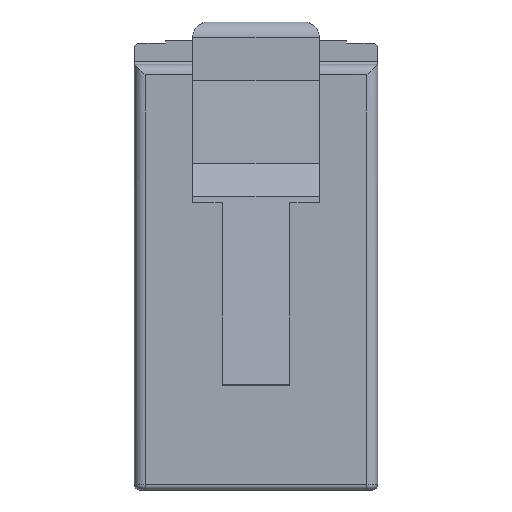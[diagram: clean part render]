
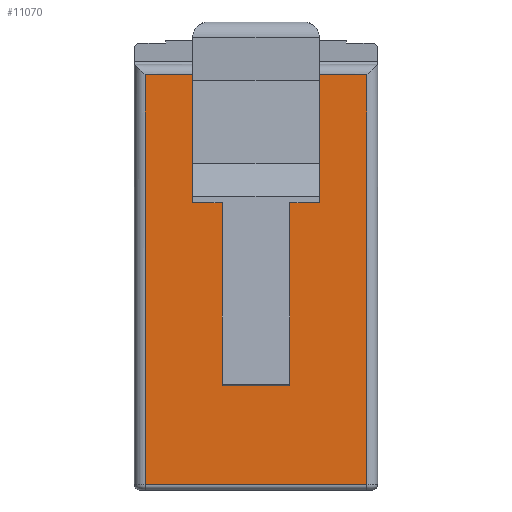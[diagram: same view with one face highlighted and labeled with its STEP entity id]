
A CAD part, front view. The second image highlights one B-rep face of the part: STEP entity #11070.
In plain terms, the highlighted planar face has unit normal (0, -1, 0).
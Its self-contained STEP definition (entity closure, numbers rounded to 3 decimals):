
#57 = CARTESIAN_POINT ( 'NONE',  ( -5.33, -4., 9.204 ) ) ;
#67 = LINE ( 'NONE', #2912, #13168 ) ;
#180 = EDGE_CURVE ( 'NONE', #12678, #10371, #67, .T. ) ;
#256 = ORIENTED_EDGE ( 'NONE', *, *, #7451, .T. ) ;
#263 = EDGE_CURVE ( 'NONE', #8351, #11339, #6546, .T. ) ;
#742 = PLANE ( 'NONE',  #9914 ) ;
#1158 = VERTEX_POINT ( 'NONE', #3050 ) ;
#1382 = CARTESIAN_POINT ( 'NONE',  ( 3.048, -4., 7.95 ) ) ;
#1400 = DIRECTION ( 'NONE',  ( 0., 0., 1. ) ) ;
#1618 = CARTESIAN_POINT ( 'NONE',  ( 3.048, -4., 9.204 ) ) ;
#1634 = LINE ( 'NONE', #13723, #11967 ) ;
#1866 = DIRECTION ( 'NONE',  ( 0., 1., 0. ) ) ;
#2112 = CARTESIAN_POINT ( 'NONE',  ( -3.048, -4., 7.95 ) ) ;
#2260 = EDGE_CURVE ( 'NONE', #11339, #3456, #1634, .T. ) ;
#2402 = VERTEX_POINT ( 'NONE', #2112 ) ;
#2595 = CARTESIAN_POINT ( 'NONE',  ( -5.84, -4., 9.204 ) ) ;
#2912 = CARTESIAN_POINT ( 'NONE',  ( 3.048, -4., 7.95 ) ) ;
#2994 = DIRECTION ( 'NONE',  ( 1., 0., 0. ) ) ;
#3050 = CARTESIAN_POINT ( 'NONE',  ( 5.33, -4., -10.476 ) ) ;
#3421 = EDGE_CURVE ( 'NONE', #3456, #1158, #6704, .T. ) ;
#3456 = VERTEX_POINT ( 'NONE', #7349 ) ;
#3746 = CARTESIAN_POINT ( 'NONE',  ( -3.048, -4., 7.95 ) ) ;
#4157 = ORIENTED_EDGE ( 'NONE', *, *, #180, .F. ) ;
#4238 = VERTEX_POINT ( 'NONE', #8825 ) ;
#4626 = DIRECTION ( 'NONE',  ( -1., 0., 0. ) ) ;
#4748 = LINE ( 'NONE', #11322, #9482 ) ;
#5118 = DIRECTION ( 'NONE',  ( 0., 0., 1. ) ) ;
#5609 = EDGE_CURVE ( 'NONE', #2402, #8351, #11420, .T. ) ;
#6058 = EDGE_LOOP ( 'NONE', ( #12192, #4157, #8288, #8923, #10283, #8119, #9364, #256 ) ) ;
#6096 = VECTOR ( 'NONE', #7416, 1000. ) ;
#6546 = LINE ( 'NONE', #2595, #10886 ) ;
#6704 = LINE ( 'NONE', #12949, #12268 ) ;
#6900 = EDGE_CURVE ( 'NONE', #12678, #2402, #4748, .T. ) ;
#6928 = CARTESIAN_POINT ( 'NONE',  ( 5.33, -4., 10.73 ) ) ;
#7025 = LINE ( 'NONE', #6928, #11543 ) ;
#7349 = CARTESIAN_POINT ( 'NONE',  ( -5.33, -4., -10.476 ) ) ;
#7416 = DIRECTION ( 'NONE',  ( -1., 0., 0. ) ) ;
#7451 = EDGE_CURVE ( 'NONE', #1158, #4238, #7025, .T. ) ;
#7571 = DIRECTION ( 'NONE',  ( 0., 0., -1. ) ) ;
#7790 = VECTOR ( 'NONE', #1400, 1000. ) ;
#8119 = ORIENTED_EDGE ( 'NONE', *, *, #2260, .T. ) ;
#8288 = ORIENTED_EDGE ( 'NONE', *, *, #6900, .T. ) ;
#8351 = VERTEX_POINT ( 'NONE', #10004 ) ;
#8440 = CARTESIAN_POINT ( 'NONE',  ( -5.84, -4., 9.204 ) ) ;
#8768 = DIRECTION ( 'NONE',  ( 0., 0., 1. ) ) ;
#8825 = CARTESIAN_POINT ( 'NONE',  ( 5.33, -4., 9.204 ) ) ;
#8923 = ORIENTED_EDGE ( 'NONE', *, *, #5609, .T. ) ;
#9364 = ORIENTED_EDGE ( 'NONE', *, *, #3421, .T. ) ;
#9482 = VECTOR ( 'NONE', #4626, 1000. ) ;
#9914 = AXIS2_PLACEMENT_3D ( 'NONE', #14249, #1866, #8768 ) ;
#10004 = CARTESIAN_POINT ( 'NONE',  ( -3.048, -4., 9.204 ) ) ;
#10283 = ORIENTED_EDGE ( 'NONE', *, *, #263, .T. ) ;
#10371 = VERTEX_POINT ( 'NONE', #1618 ) ;
#10886 = VECTOR ( 'NONE', #13950, 1000. ) ;
#11070 = ADVANCED_FACE ( 'NONE', ( #12874 ), #742, .F. ) ;
#11322 = CARTESIAN_POINT ( 'NONE',  ( 3.048, -4., 7.95 ) ) ;
#11339 = VERTEX_POINT ( 'NONE', #57 ) ;
#11420 = LINE ( 'NONE', #3746, #7790 ) ;
#11543 = VECTOR ( 'NONE', #12464, 1000. ) ;
#11967 = VECTOR ( 'NONE', #7571, 1000. ) ;
#12192 = ORIENTED_EDGE ( 'NONE', *, *, #12810, .T. ) ;
#12268 = VECTOR ( 'NONE', #2994, 1000. ) ;
#12359 = LINE ( 'NONE', #8440, #6096 ) ;
#12464 = DIRECTION ( 'NONE',  ( 0., 0., 1. ) ) ;
#12678 = VERTEX_POINT ( 'NONE', #1382 ) ;
#12810 = EDGE_CURVE ( 'NONE', #4238, #10371, #12359, .T. ) ;
#12874 = FACE_OUTER_BOUND ( 'NONE', #6058, .T. ) ;
#12949 = CARTESIAN_POINT ( 'NONE',  ( -5.84, -4., -10.476 ) ) ;
#13168 = VECTOR ( 'NONE', #5118, 1000. ) ;
#13723 = CARTESIAN_POINT ( 'NONE',  ( -5.33, -4., 10.73 ) ) ;
#13950 = DIRECTION ( 'NONE',  ( -1., 0., 0. ) ) ;
#14249 = CARTESIAN_POINT ( 'NONE',  ( -5.84, -4., 10.73 ) ) ;
